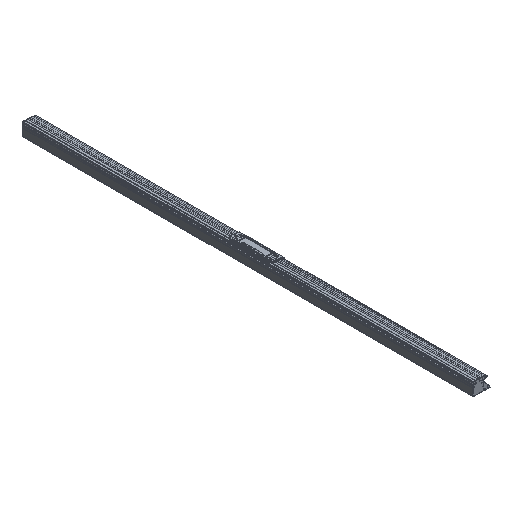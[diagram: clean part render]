
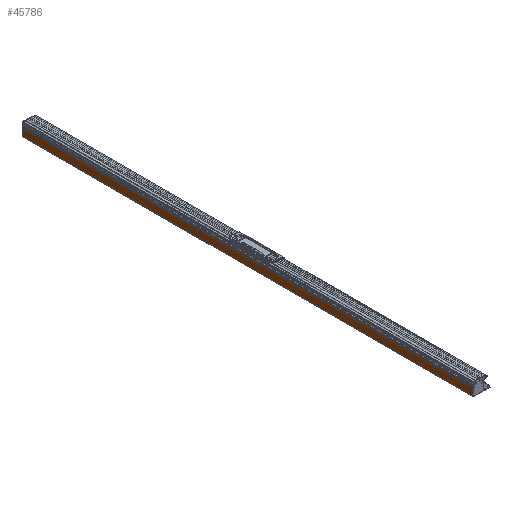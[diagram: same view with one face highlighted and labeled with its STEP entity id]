
A CAD part, isometric view. The second image highlights one B-rep face of the part: STEP entity #45786.
In plain terms, the highlighted planar face has unit normal (-1, 0, 0).
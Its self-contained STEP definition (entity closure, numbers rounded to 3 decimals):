
#14701 = CARTESIAN_POINT ( 'NONE',  ( -28.6, -1250., 0.7 ) ) ;
#16592 = VECTOR ( 'NONE', #50999, 1000. ) ;
#17861 = VECTOR ( 'NONE', #169238, 1000. ) ;
#26149 = VERTEX_POINT ( 'NONE', #187602 ) ;
#33796 = CARTESIAN_POINT ( 'NONE',  ( -28.6, 1250., 0.7 ) ) ;
#34660 = ORIENTED_EDGE ( 'NONE', *, *, #70369, .T. ) ;
#44560 = DIRECTION ( 'NONE',  ( 0., 0., 1. ) ) ;
#45786 = ADVANCED_FACE ( 'NONE', ( #54787 ), #179610, .F. ) ;
#48904 = EDGE_CURVE ( 'NONE', #173021, #26149, #184604, .T. ) ;
#50636 = CARTESIAN_POINT ( 'NONE',  ( -28.6, -1250., 52.939 ) ) ;
#50999 = DIRECTION ( 'NONE',  ( 0., 1., 0. ) ) ;
#54787 = FACE_OUTER_BOUND ( 'NONE', #158457, .T. ) ;
#62088 = EDGE_CURVE ( 'NONE', #108010, #26149, #144299, .T. ) ;
#70369 = EDGE_CURVE ( 'NONE', #117592, #108010, #164548, .T. ) ;
#70469 = ORIENTED_EDGE ( 'NONE', *, *, #48904, .F. ) ;
#85228 = AXIS2_PLACEMENT_3D ( 'NONE', #14701, #184705, #44560 ) ;
#89290 = CARTESIAN_POINT ( 'NONE',  ( -28.6, -1250., 5.944 ) ) ;
#97836 = EDGE_CURVE ( 'NONE', #117592, #173021, #104921, .T. ) ;
#104921 = LINE ( 'NONE', #121260, #199873 ) ;
#108010 = VERTEX_POINT ( 'NONE', #174064 ) ;
#117592 = VERTEX_POINT ( 'NONE', #50636 ) ;
#121260 = CARTESIAN_POINT ( 'NONE',  ( -28.6, -1250., 0.7 ) ) ;
#141589 = ORIENTED_EDGE ( 'NONE', *, *, #62088, .T. ) ;
#143450 = ORIENTED_EDGE ( 'NONE', *, *, #97836, .F. ) ;
#144299 = LINE ( 'NONE', #33796, #153721 ) ;
#153721 = VECTOR ( 'NONE', #156701, 1000. ) ;
#156701 = DIRECTION ( 'NONE',  ( 0., 0., -1. ) ) ;
#158457 = EDGE_LOOP ( 'NONE', ( #141589, #70469, #143450, #34660 ) ) ;
#164548 = LINE ( 'NONE', #191190, #16592 ) ;
#169238 = DIRECTION ( 'NONE',  ( 0., 1., 0. ) ) ;
#171256 = CARTESIAN_POINT ( 'NONE',  ( -28.6, -1250., 5.944 ) ) ;
#173021 = VERTEX_POINT ( 'NONE', #89290 ) ;
#174064 = CARTESIAN_POINT ( 'NONE',  ( -28.6, 1250., 52.939 ) ) ;
#179610 = PLANE ( 'NONE',  #85228 ) ;
#183692 = DIRECTION ( 'NONE',  ( 0., 0., -1. ) ) ;
#184604 = LINE ( 'NONE', #171256, #17861 ) ;
#184705 = DIRECTION ( 'NONE',  ( 1., 0., 0. ) ) ;
#187602 = CARTESIAN_POINT ( 'NONE',  ( -28.6, 1250., 5.944 ) ) ;
#191190 = CARTESIAN_POINT ( 'NONE',  ( -28.6, -1250., 52.939 ) ) ;
#199873 = VECTOR ( 'NONE', #183692, 1000. ) ;
